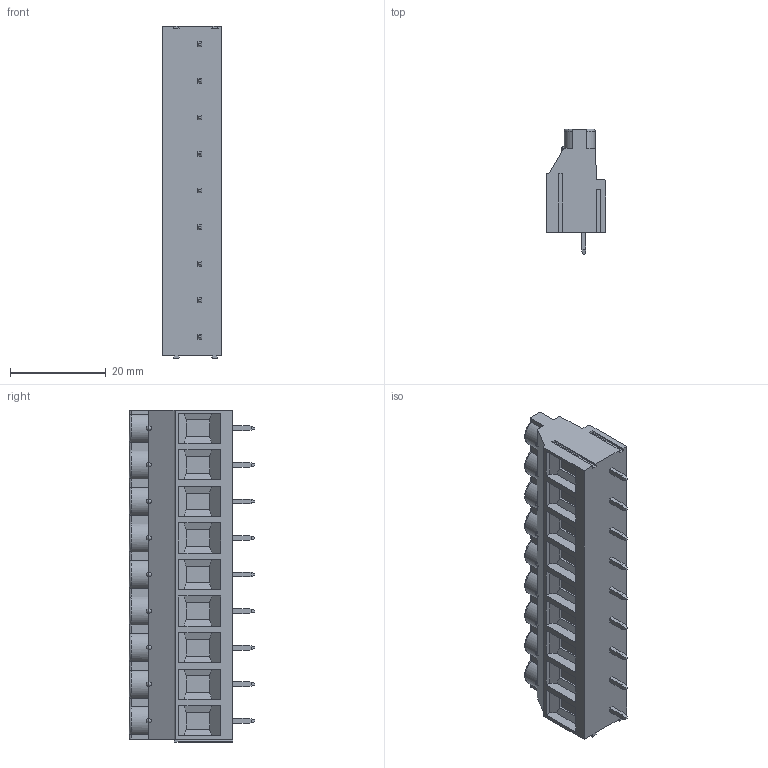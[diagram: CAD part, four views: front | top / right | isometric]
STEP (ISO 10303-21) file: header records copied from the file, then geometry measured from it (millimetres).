
FILE_DESCRIPTION((''),'2;1');
FILE_NAME('TL506V','2025-01-10T',('yanfa'),(''),'PRO/ENGINEER BY PARAMETRIC TECHNOLOGY CORPORATION, 2009280','PRO/ENGINEER BY PARAMETRIC TECHNOLOGY CORPORATION, 2009280','');
FILE_SCHEMA(('AUTOMOTIVE_DESIGN_CC2 { 1 2 10303 214 -1 1 5 2 }'));
Length unit declared in the file: millimetre
Products named in the file (1): TL506V
Bounding box: 12.5 x 26.1 x 69.19 mm (x, y, z)
Volume: 13129.6 mm3; surface area: 6282.3 mm2
Topology: 1 solids, 1 shells, 536 faces, 1377 edges, 861 vertices
Faces by surface type: plane 326, cylinder 129, torus 36, cone 36, sphere 9
Entity records: 16661 total; most frequent: CARTESIAN_POINT 3630, ORIENTED_EDGE 2736, DIRECTION 2653, EDGE_CURVE 1368, VECTOR 957, LINE 957, VERTEX_POINT 861, AXIS2_PLACEMENT_3D 848
